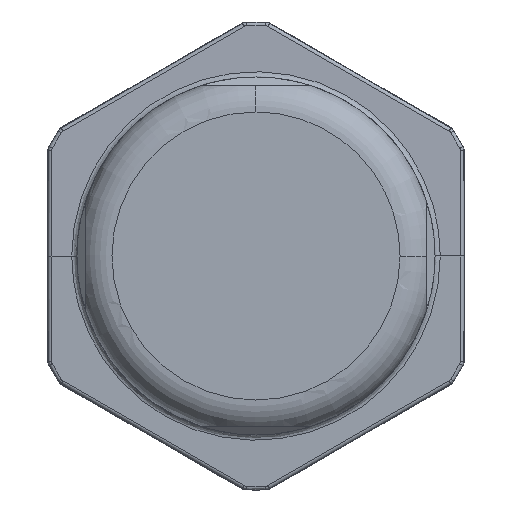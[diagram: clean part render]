
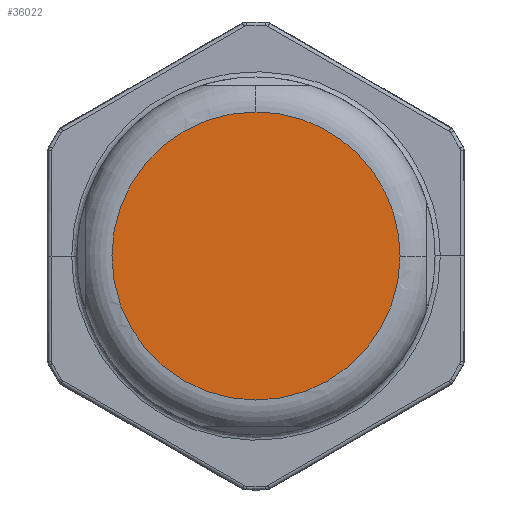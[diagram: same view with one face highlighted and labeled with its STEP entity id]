
A CAD part, front view. The second image highlights one B-rep face of the part: STEP entity #36022.
In plain terms, the highlighted planar face has unit normal (0, -1, 0).
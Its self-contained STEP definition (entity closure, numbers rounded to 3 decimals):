
#11537=CARTESIAN_POINT('',(0.,-38.55,0.));
#11538=DIRECTION('',(0.,-1.,0.));
#11539=DIRECTION('',(0.,0.,1.));
#11540=AXIS2_PLACEMENT_3D('',#11537,#11538,#11539);
#11617=CARTESIAN_POINT('',(0.,-38.55,0.));
#11618=DIRECTION('',(0.,-1.,0.));
#11619=DIRECTION('',(1.,0.,-0.005));
#11620=AXIS2_PLACEMENT_3D('',#11617,#11618,#11619);
#19041=CARTESIAN_POINT('',(0.,-38.55,8.25));
#19042=VERTEX_POINT('',#19041);
#19043=CARTESIAN_POINT('',(8.25,-38.55,
-0.044));
#19044=VERTEX_POINT('',#19043);
#36012=CARTESIAN_POINT('',(0.,-38.55,0.));
#36013=DIRECTION('',(0.,-1.,0.));
#36014=DIRECTION('',(-1.,0.,0.));
#36015=AXIS2_PLACEMENT_3D('',#36012,#36013,#36014);
#36016=PLANE('',#36015);
#36017=ORIENTED_EDGE('',*,*,#35991,.F.);
#36019=ORIENTED_EDGE('',*,*,#36018,.F.);
#36020=EDGE_LOOP('',(#36017,#36019));
#36021=FACE_OUTER_BOUND('',#36020,.F.);
#36022=ADVANCED_FACE('',(#36021),#36016,.T.);
#11541=CIRCLE('',#11540,8.25);
#11621=CIRCLE('',#11620,8.25);
#35991=EDGE_CURVE('',#19042,#19044,#11541,.T.);
#36018=EDGE_CURVE('',#19044,#19042,#11621,.T.);
